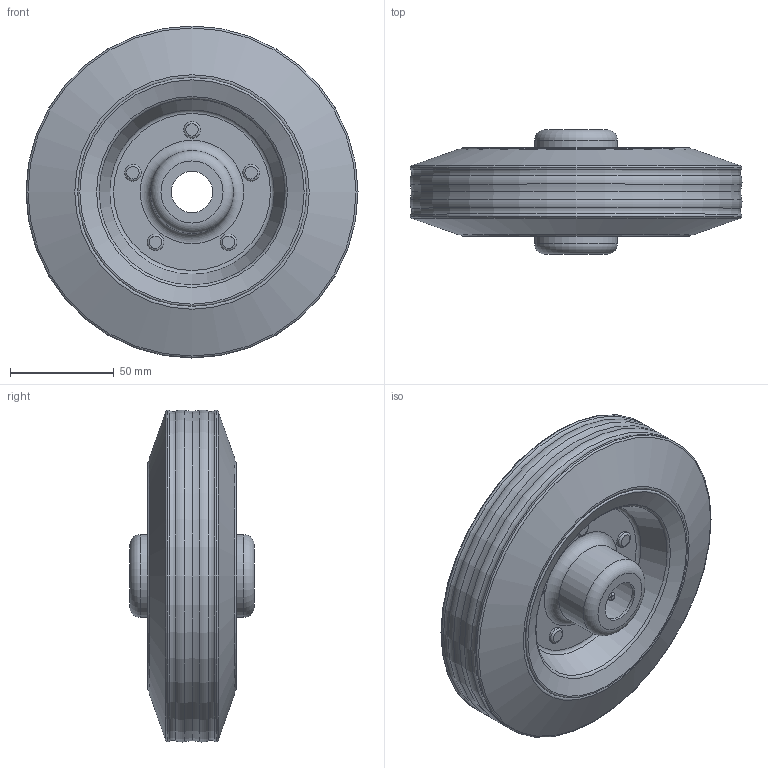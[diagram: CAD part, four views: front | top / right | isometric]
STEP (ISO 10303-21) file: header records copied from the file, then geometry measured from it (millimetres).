
FILE_DESCRIPTION(/* description */ (''),/* implementation_level */ '2;1');
FILE_NAME(/* name */ 'solid rubber 160 mm trolley whell.step',/* time_stamp */ '2023-05-07T17:55:48+02:00',/* author */ (''),/* organization */ (''),/* preprocessor_version */ 'ST-DEVELOPER v19.2',/* originating_system */ 'Autodesk Translation Framework v12.4.0.73',/* authorisation */ '');
FILE_SCHEMA (('AUTOMOTIVE_DESIGN { 1 0 10303 214 3 1 1 }'));
Length unit declared in the file: millimetre
Products named in the file (6): solid rubber 160 mm trollwy whell; Componente7; Componente8; Componente4; cuscinetto rulli; ruli
Assembly tree (16 placements, depth 3):
  solid rubber 160 mm trollwy whell
    Componente7
    Componente8
    Componente4  x5
    cuscinetto rulli
      ruli  x8
Bounding box: 160.28 x 60 x 160.28 mm (x, y, z)
Volume: 527868.1 mm3; surface area: 115625.7 mm2
Topology: 16 solids, 16 shells, 168 faces, 313 edges, 189 vertices
Faces by surface type: torus 54, plane 44, cylinder 38, cone 16, bspline 16
Full cylindrical faces by diameter (mm): 5 x5, 8 x10, 20 x2, 37 x2, 40 x2, 82.876 x1
Entity records: 2613 total; most frequent: DIRECTION 522, CARTESIAN_POINT 471, ORIENTED_EDGE 338, AXIS2_PLACEMENT_3D 247, EDGE_CURVE 169, CIRCLE 137, EDGE_LOOP 100, VERTEX_POINT 93
